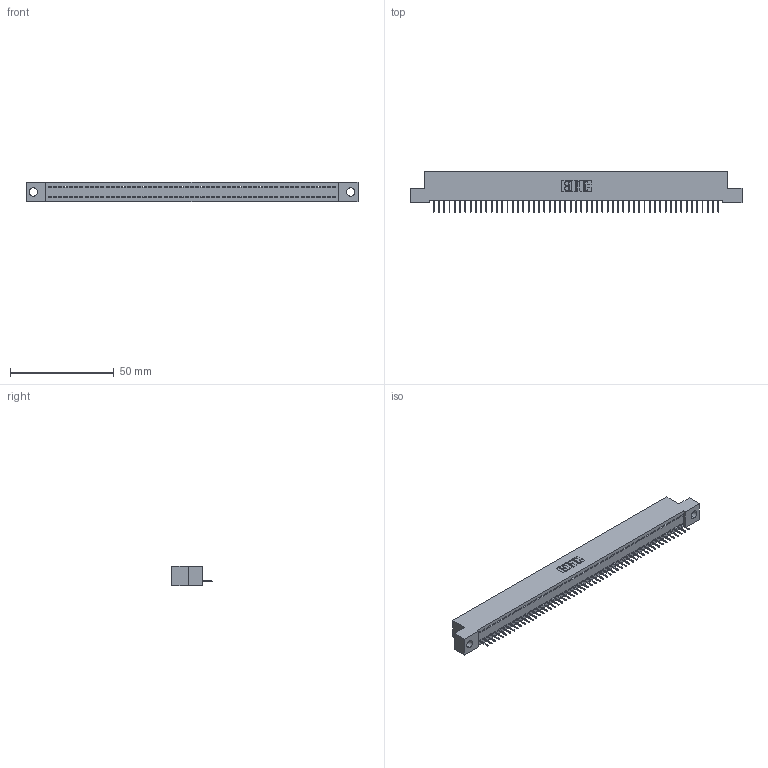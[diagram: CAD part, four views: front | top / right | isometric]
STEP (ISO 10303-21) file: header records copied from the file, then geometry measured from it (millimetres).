
FILE_DESCRIPTION (( 'STEP AP203' ), '1' );
FILE_NAME ('392-055-524-104.STEP', '2018-08-17T11:00:20', ( '' ), ( '' ), 'SwSTEP 2.0', 'SolidWorks 2016', '' );
FILE_SCHEMA (( 'CONFIG_CONTROL_DESIGN' ));
Length unit declared in the file: inch
Products named in the file (3): 342 Part_.156 TH; 345-292-001_345-293-124; 392-055-524-104
Assembly tree (56 placements, depth 2):
  392-055-524-104
    342 Part_.156 TH
    345-292-001_345-293-124  x55
Bounding box: 160.02 x 19.69 x 9.4 mm (x, y, z)
Volume: 13774.2 mm3; surface area: 19613.4 mm2
Topology: 56 solids, 56 shells, 3520 faces, 10199 edges, 6578 vertices
Faces by surface type: plane 2706, cylinder 814
Entity records: 31887 total; most frequent: CARTESIAN_POINT 5503, ORIENTED_EDGE 5494, DIRECTION 4617, EDGE_CURVE 2747, VECTOR 2623, LINE 2623, VERTEX_POINT 1826, AXIS2_PLACEMENT_3D 997
